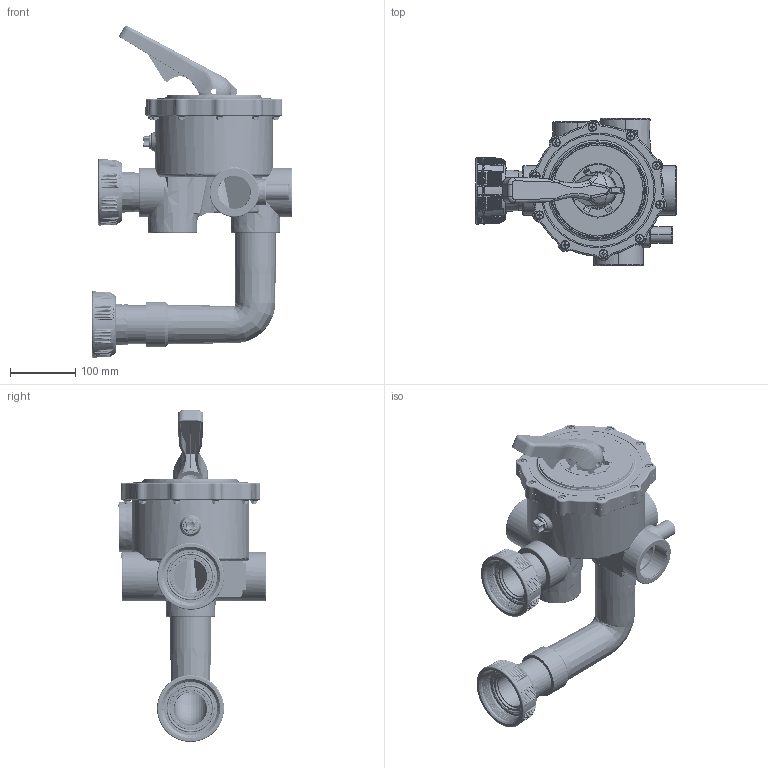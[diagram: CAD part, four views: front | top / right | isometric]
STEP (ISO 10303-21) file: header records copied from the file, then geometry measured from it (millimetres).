
FILE_DESCRIPTION((''),'2;1');
FILE_NAME('BWVL-MPV-80_ASM','2020-02-11T13:00:24',('atoral'),('CEPEX'),'CREO PARAMETRIC BY PTC INC, 2019080','CREO PARAMETRIC BY PTC INC, 2019080','');
FILE_SCHEMA(('CONFIG_CONTROL_DESIGN'));
Products named in the file (21): BWVLMPV80-0110; 00600-0001; 00600-0002; 7230130025; 19028-0103; BWVLMPV80-0110_ASM; 07441-0204; 00600-0207; 14905-0201; 00600-0203; 07441-0100_ASM; BWVLMPV80-0002; BWVLMPV75-0001; BWVLMPV80-0001; 8070663035; 7220160040; BWVLMPVU-0201; 7013206027; 7014306000; A0419300; BWVL-MPV-80_ASM
Assembly tree (40 placements, depth 3):
  BWVL-MPV-80_ASM
    BWVLMPV80-0110_ASM
      BWVLMPV80-0110
      00600-0001
      00600-0002
      7230130025
      19028-0103
    07441-0100_ASM
      07441-0204
      00600-0207
      14905-0201
      00600-0203
    BWVLMPV80-0002
    BWVLMPV75-0001
    BWVLMPV80-0001
    8070663035  x2
    7220160040
    BWVLMPVU-0201
    7013206027  x10
    7014306000  x10
    A0419300  x2
Bounding box: 307.2 x 226.5 x 509.67 mm (x, y, z)
Volume: 2707023.4 mm3; surface area: 853469.6 mm2
Topology: 38 solids, 54 shells, 5865 faces, 14687 edges, 9056 vertices
Faces by surface type: bspline 2603, plane 1232, cylinder 1112, torus 495, cone 287, sphere 69, extrusion 67
Entity records: 207844 total; most frequent: CARTESIAN_POINT 132484, ORIENTED_EDGE 17900, DIRECTION 11932, EDGE_CURVE 8960, VERTEX_POINT 5535, AXIS2_PLACEMENT_3D 4741, B_SPLINE_CURVE_WITH_KNOTS 4054, EDGE_LOOP 3779
